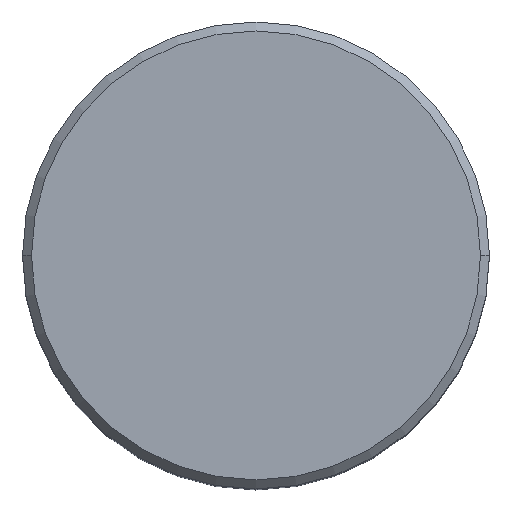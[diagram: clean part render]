
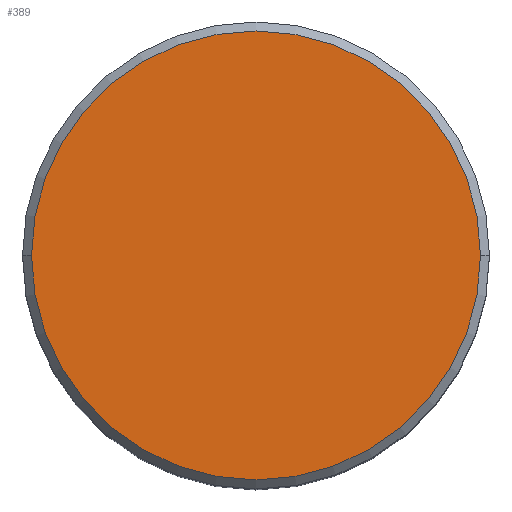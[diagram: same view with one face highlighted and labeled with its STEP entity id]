
A CAD part, top view. The second image highlights one B-rep face of the part: STEP entity #389.
In plain terms, the highlighted planar face has unit normal (0, 0, 1).
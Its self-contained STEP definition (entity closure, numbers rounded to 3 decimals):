
#30 = CIRCLE ( 'NONE', #561, 12.5 ) ;
#42 = DIRECTION ( 'NONE',  ( 0., 0., 1. ) ) ;
#57 = VERTEX_POINT ( 'NONE', #322 ) ;
#76 = AXIS2_PLACEMENT_3D ( 'NONE', #536, #42, #485 ) ;
#115 = CARTESIAN_POINT ( 'NONE',  ( 0., 0., 0. ) ) ;
#149 = EDGE_CURVE ( 'NONE', #57, #569, #230, .T. ) ;
#157 = PLANE ( 'NONE',  #357 ) ;
#230 = CIRCLE ( 'NONE', #76, 12.5 ) ;
#237 = DIRECTION ( 'NONE',  ( 1., 0., 0. ) ) ;
#289 = DIRECTION ( 'NONE',  ( 0., 0., 1. ) ) ;
#302 = EDGE_CURVE ( 'NONE', #569, #57, #30, .T. ) ;
#322 = CARTESIAN_POINT ( 'NONE',  ( -12.5, 0., 0. ) ) ;
#329 = ORIENTED_EDGE ( 'NONE', *, *, #302, .T. ) ;
#335 = CARTESIAN_POINT ( 'NONE',  ( 0., 0., 0. ) ) ;
#350 = EDGE_LOOP ( 'NONE', ( #435, #329 ) ) ;
#357 = AXIS2_PLACEMENT_3D ( 'NONE', #115, #467, #237 ) ;
#373 = DIRECTION ( 'NONE',  ( 1., 0., 0. ) ) ;
#389 = ADVANCED_FACE ( 'NONE', ( #555 ), #157, .T. ) ;
#433 = CARTESIAN_POINT ( 'NONE',  ( 12.5, 0., 0. ) ) ;
#435 = ORIENTED_EDGE ( 'NONE', *, *, #149, .T. ) ;
#467 = DIRECTION ( 'NONE',  ( 0., 0., 1. ) ) ;
#485 = DIRECTION ( 'NONE',  ( 1., 0., 0. ) ) ;
#536 = CARTESIAN_POINT ( 'NONE',  ( 0., 0., 0. ) ) ;
#555 = FACE_OUTER_BOUND ( 'NONE', #350, .T. ) ;
#561 = AXIS2_PLACEMENT_3D ( 'NONE', #335, #289, #373 ) ;
#569 = VERTEX_POINT ( 'NONE', #433 ) ;
